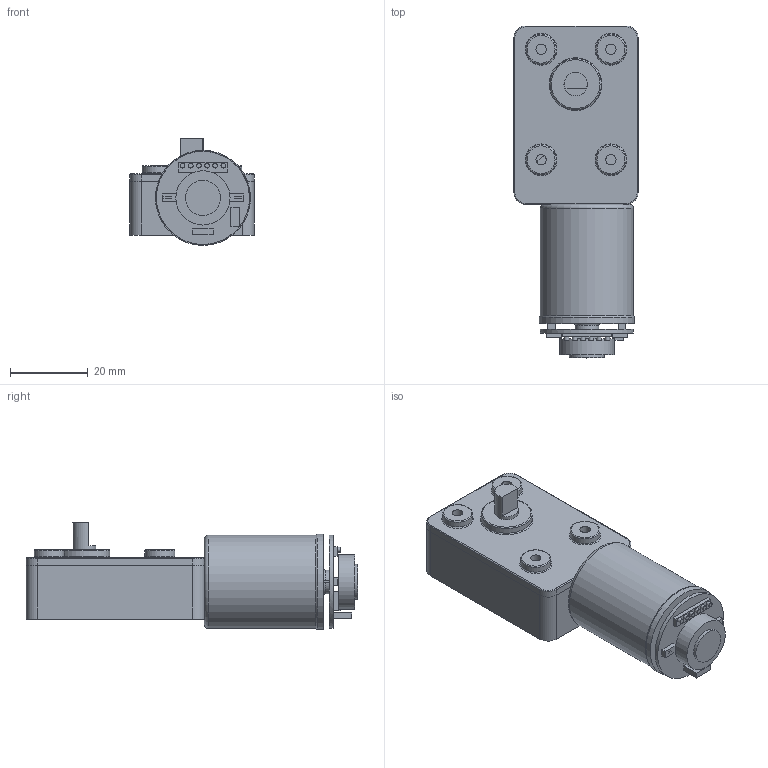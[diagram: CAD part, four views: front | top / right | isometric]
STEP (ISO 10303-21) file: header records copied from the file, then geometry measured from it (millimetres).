
FILE_DESCRIPTION(/* description */ (''),/* implementation_level */ '2;1');
FILE_NAME(/* name */ 'ETONM WGM46- Modified.step',/* time_stamp */ '2016-05-31T17:39:34-04:00',/* author */ (''),/* organization */ (''),/* preprocessor_version */ 'ST-DEVELOPER v16.5',/* originating_system */ 'Autodesk Translation Framework v5.0.0.3310',/* authorisation */ '');
FILE_SCHEMA (('AUTOMOTIVE_DESIGN { 1 0 10303 214 3 1 1 }'));
Length unit declared in the file: centimetre
Products named in the file (9): ETONM WGM46- Modified  - Worm Gearbox v12; Etonm 150901 - Motor v2; Worm; gearbox back; gearbox front; 2nd stage; Output Gear; 1st stage; Etonm Encoder v5
Assembly tree (8 placements, depth 2):
  ETONM WGM46- Modified  - Worm Gearbox v12
    Etonm 150901 - Motor v2
    Worm
    gearbox back
    gearbox front
    2nd stage
    Output Gear
    1st stage
    Etonm Encoder v5
Bounding box: 32 x 85.6 x 27.52 mm (x, y, z)
Volume: 27866.1 mm3; surface area: 18492.2 mm2
Topology: 8 solids, 8 shells, 196 faces, 418 edges, 270 vertices
Faces by surface type: plane 118, cylinder 58, torus 20
Full cylindrical faces by diameter (mm): 1.2 x6, 1.9 x2, 2 x1, 2.4 x2, 2.5 x2, 2.671 x4, 4.8 x2, 5.9 x1, 6 x3, 6.1 x1, 6.35 x1, 6.55 x1, 7.7 x4, 8 x1, 9.05 x1, 11.5 x1, 13.1 x1, 14 x1, 18 x1, 20 x1, 24 x2, 24.5 x1
Entity records: 5219 total; most frequent: DIRECTION 921, CARTESIAN_POINT 839, ORIENTED_EDGE 718, EDGE_CURVE 359, AXIS2_PLACEMENT_3D 349, EDGE_LOOP 302, VERTEX_POINT 267, LINE 223
